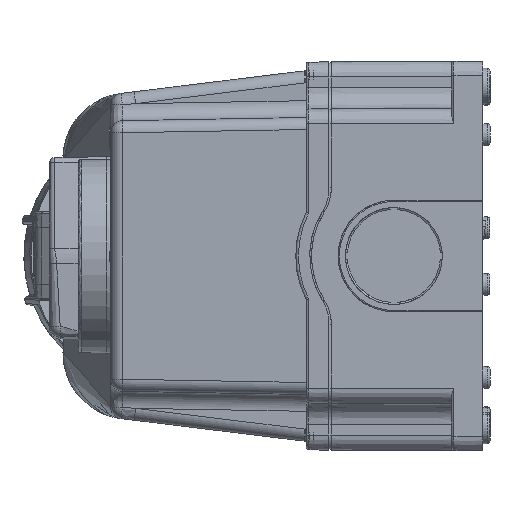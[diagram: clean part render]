
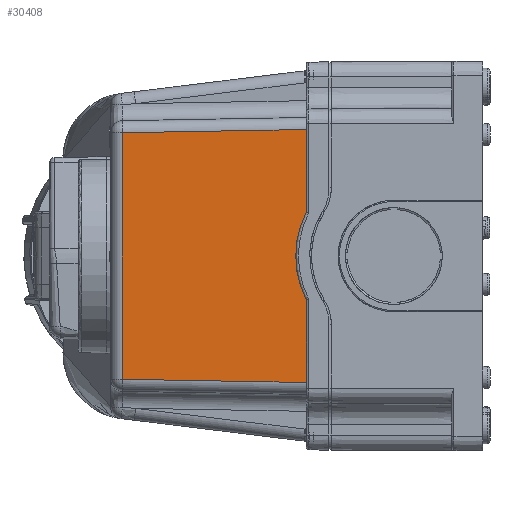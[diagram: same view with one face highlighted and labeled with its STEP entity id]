
A CAD part, left-side view. The second image highlights one B-rep face of the part: STEP entity #30408.
In plain terms, the highlighted planar face has unit normal (-1, 0.018, 0).
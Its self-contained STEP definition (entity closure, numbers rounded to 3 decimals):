
#319 = CARTESIAN_POINT ( 'NONE',  ( -126.794, 76.709, 3.116 ) ) ;
#1326 = EDGE_CURVE ( 'NONE', #39827, #61076, #103937, .T. ) ;
#6489 = EDGE_CURVE ( 'NONE', #67416, #116817, #83508, .T. ) ;
#6974 = DIRECTION ( 'NONE',  ( -1., 0.017, 0. ) ) ;
#8784 = VECTOR ( 'NONE', #103493, 1000. ) ;
#9890 = EDGE_CURVE ( 'NONE', #116817, #108988, #73460, .T. ) ;
#10160 = CARTESIAN_POINT ( 'NONE',  ( -126.801, 76.327, 6.234 ) ) ;
#19955 = CARTESIAN_POINT ( 'NONE',  ( -126.808, 75.896, 8.568 ) ) ;
#24984 = CARTESIAN_POINT ( 'NONE',  ( -126.868, 72.5, 52.619 ) ) ;
#27829 = DIRECTION ( 'NONE',  ( 0.017, 1., -0.017 ) ) ;
#29291 = CARTESIAN_POINT ( 'NONE',  ( -126.809, 75.884, -8.622 ) ) ;
#29729 = CARTESIAN_POINT ( 'NONE',  ( -126.843, 73.919, 15.387 ) ) ;
#29783 = FACE_OUTER_BOUND ( 'NONE', #126479, .T. ) ;
#30408 = ADVANCED_FACE ( 'NONE', ( #29783 ), #55648, .T. ) ;
#31215 = CARTESIAN_POINT ( 'NONE',  ( -125.534, 148.927, 51.284 ) ) ;
#32981 = ORIENTED_EDGE ( 'NONE', *, *, #89085, .T. ) ;
#35308 = CARTESIAN_POINT ( 'NONE',  ( -126.868, 72.5, -57.618 ) ) ;
#38753 = CARTESIAN_POINT ( 'NONE',  ( -126.843, 73.919, -15.387 ) ) ;
#39175 = CARTESIAN_POINT ( 'NONE',  ( -126.801, 76.316, -6.299 ) ) ;
#39827 = VERTEX_POINT ( 'NONE', #31215 ) ;
#45215 = CARTESIAN_POINT ( 'NONE',  ( -125.534, 148.927, -56.198 ) ) ;
#48534 = CARTESIAN_POINT ( 'NONE',  ( -126.824, 74.982, -12.438 ) ) ;
#48966 = CARTESIAN_POINT ( 'NONE',  ( -126.794, 76.707, -3.152 ) ) ;
#50741 = VECTOR ( 'NONE', #69786, 1000. ) ;
#55648 = PLANE ( 'NONE',  #77618 ) ;
#57351 = CARTESIAN_POINT ( 'NONE',  ( -126.868, 72.5, -18.229 ) ) ;
#58803 = CARTESIAN_POINT ( 'NONE',  ( -126.793, 76.798, 1.553 ) ) ;
#59790 = VECTOR ( 'NONE', #115553, 1000. ) ;
#61076 = VERTEX_POINT ( 'NONE', #67358 ) ;
#65475 = EDGE_CURVE ( 'NONE', #108988, #110754, #85651, .T. ) ;
#66477 = ORIENTED_EDGE ( 'NONE', *, *, #1326, .T. ) ;
#67358 = CARTESIAN_POINT ( 'NONE',  ( -125.534, 148.927, -51.284 ) ) ;
#67416 = VERTEX_POINT ( 'NONE', #122173 ) ;
#68085 = CARTESIAN_POINT ( 'NONE',  ( -126.868, 72.5, 18.229 ) ) ;
#68635 = CARTESIAN_POINT ( 'NONE',  ( -126.799, 76.439, 5.455 ) ) ;
#69786 = DIRECTION ( 'NONE',  ( -0.017, -1., -0.017 ) ) ;
#70562 = ORIENTED_EDGE ( 'NONE', *, *, #73270, .T. ) ;
#72389 = ORIENTED_EDGE ( 'NONE', *, *, #6489, .T. ) ;
#72882 = LINE ( 'NONE', #86263, #92626 ) ;
#73270 = EDGE_CURVE ( 'NONE', #110754, #39827, #72882, .T. ) ;
#73460 = B_SPLINE_CURVE_WITH_KNOTS ( 'NONE', 3,
 ( #87707, #38753, #48534, #29291, #97503, #39175, #107296, #48966, #117093, #58803, #319, #68635, #10160, #78351, #19955, #88153, #29729, #97948 ),
 .UNSPECIFIED., .F., .F.,
 ( 4, 2, 2, 2, 2, 2, 2, 2, 4 ),
 ( 0., 0.009, 0.012, 0.014, 0.019, 0.023, 0.026, 0.028, 0.038 ),
 .UNSPECIFIED. ) ;
#75199 = DIRECTION ( 'NONE',  ( -0.017, -1., 0. ) ) ;
#77618 = AXIS2_PLACEMENT_3D ( 'NONE', #123745, #6974, #75199 ) ;
#78351 = CARTESIAN_POINT ( 'NONE',  ( -126.806, 76.055, 7.789 ) ) ;
#82377 = ORIENTED_EDGE ( 'NONE', *, *, #9890, .T. ) ;
#83508 = LINE ( 'NONE', #35308, #8784 ) ;
#85651 = LINE ( 'NONE', #95990, #59790 ) ;
#86263 = CARTESIAN_POINT ( 'NONE',  ( -126.834, 74.423, 52.585 ) ) ;
#87707 = CARTESIAN_POINT ( 'NONE',  ( -126.868, 72.5, -18.229 ) ) ;
#88153 = CARTESIAN_POINT ( 'NONE',  ( -126.824, 74.99, 12.424 ) ) ;
#89085 = EDGE_CURVE ( 'NONE', #61076, #67416, #125353, .T. ) ;
#92626 = VECTOR ( 'NONE', #27829, 1000. ) ;
#95990 = CARTESIAN_POINT ( 'NONE',  ( -126.868, 72.5, -57.618 ) ) ;
#97503 = CARTESIAN_POINT ( 'NONE',  ( -126.806, 76.043, -7.852 ) ) ;
#97948 = CARTESIAN_POINT ( 'NONE',  ( -126.868, 72.5, 18.229 ) ) ;
#98250 = CARTESIAN_POINT ( 'NONE',  ( -126.869, 72.413, -52.62 ) ) ;
#100894 = VECTOR ( 'NONE', #112919, 1000. ) ;
#103493 = DIRECTION ( 'NONE',  ( 0., 0., 1. ) ) ;
#103937 = LINE ( 'NONE', #45215, #100894 ) ;
#107296 = CARTESIAN_POINT ( 'NONE',  ( -126.799, 76.431, -5.514 ) ) ;
#108842 = ORIENTED_EDGE ( 'NONE', *, *, #65475, .T. ) ;
#108988 = VERTEX_POINT ( 'NONE', #68085 ) ;
#110754 = VERTEX_POINT ( 'NONE', #24984 ) ;
#112919 = DIRECTION ( 'NONE',  ( 0., 0., -1. ) ) ;
#115553 = DIRECTION ( 'NONE',  ( 0., 0., 1. ) ) ;
#116817 = VERTEX_POINT ( 'NONE', #57351 ) ;
#117093 = CARTESIAN_POINT ( 'NONE',  ( -126.793, 76.797, -1.581 ) ) ;
#122173 = CARTESIAN_POINT ( 'NONE',  ( -126.868, 72.5, -52.619 ) ) ;
#123745 = CARTESIAN_POINT ( 'NONE',  ( -126.868, 72.5, -57.618 ) ) ;
#125353 = LINE ( 'NONE', #98250, #50741 ) ;
#126479 = EDGE_LOOP ( 'NONE', ( #72389, #82377, #108842, #70562, #66477, #32981 ) ) ;
